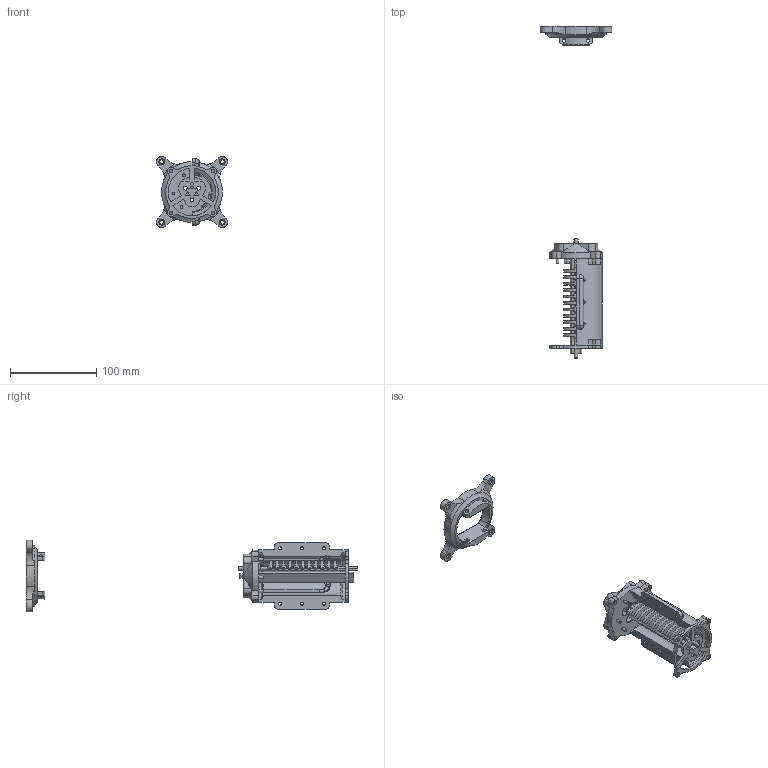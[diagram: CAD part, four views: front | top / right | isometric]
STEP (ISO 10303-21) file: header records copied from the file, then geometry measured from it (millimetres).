
FILE_DESCRIPTION(/* description */ (''),/* implementation_level */ '2;1');
FILE_NAME(/* name */ 'Robot_version_final v28.step',/* time_stamp */ '2022-09-22T13:49:50+02:00',/* author */ (''),/* organization */ (''),/* preprocessor_version */ 'ST-DEVELOPER v19',/* originating_system */ 'Autodesk Translation Framework v11.7.0.108',/* authorisation */ '');
FILE_SCHEMA (('AUTOMOTIVE_DESIGN { 1 0 10303 214 3 1 1 }'));
Length unit declared in the file: millimetre
Products named in the file (1): Robot_version_final
Bounding box: 82.7 x 385.2 x 82.7 mm (x, y, z)
Volume: 181961.2 mm3; surface area: 70070.4 mm2
Topology: 6 solids, 6 shells, 783 faces, 2055 edges, 1298 vertices
Faces by surface type: plane 343, cylinder 231, bspline 131, torus 45, cone 29, sphere 4
Full cylindrical faces by diameter (mm): 3.2 x6, 3.6 x6, 4 x17, 4.6 x3, 4.7 x4
Entity records: 28132 total; most frequent: CARTESIAN_POINT 9339, ORIENTED_EDGE 4110, DIRECTION 3594, EDGE_CURVE 2055, VERTEX_POINT 1298, AXIS2_PLACEMENT_3D 1265, LINE 1064, VECTOR 1064
